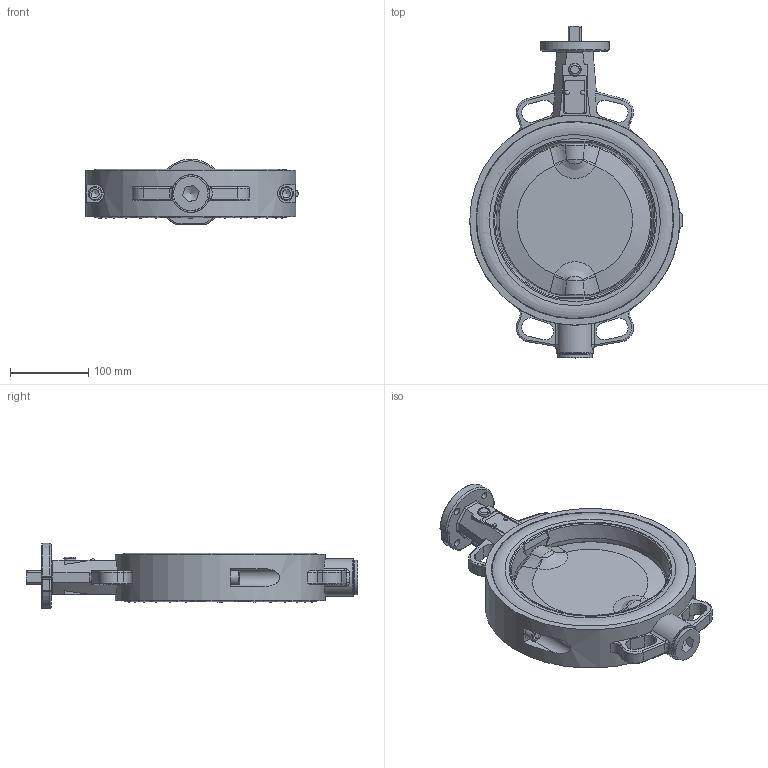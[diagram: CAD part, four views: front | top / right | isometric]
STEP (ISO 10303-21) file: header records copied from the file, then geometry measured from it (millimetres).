
FILE_DESCRIPTION((''),'2;1');
FILE_NAME('Z611-A DN200.stp','2007-09-28T11:10:25',('hellwig'),(''),'Autodesk Inventor 11','Autodesk Inventor 11','');
FILE_SCHEMA(('AUTOMOTIVE_DESIGN { 1 0 10303 214 1 1 1 1 }'));
Length unit declared in the file: millimetre
Products named in the file (1): Bauteil191
Bounding box: 271.99 x 425 x 84 mm (x, y, z)
Volume: 2364071.8 mm3; surface area: 389248.7 mm2
Topology: 1 solids, 18 shells, 970 faces, 2527 edges, 1654 vertices
Faces by surface type: plane 377, bspline 355, cylinder 140, torus 44, cone 44, sphere 10
Full cylindrical faces by diameter (mm): 2.5 x1, 3 x2, 3.2 x2, 10.106 x2, 12 x2, 18 x2, 22 x3, 22.18 x3, 23 x1, 29.95 x3, 38.3 x1, 43.9 x1, 44 x1, 48 x1, 213.9 x1, 245 x1, 245.9 x1, 252.9 x1, 253 x1, 269 x1
Entity records: 35535 total; most frequent: CARTESIAN_POINT 14625, ORIENTED_EDGE 4728, DIRECTION 3310, EDGE_CURVE 2364, VERTEX_POINT 1594, EDGE_LOOP 1182, AXIS2_PLACEMENT_3D 1104, VECTOR 1102
